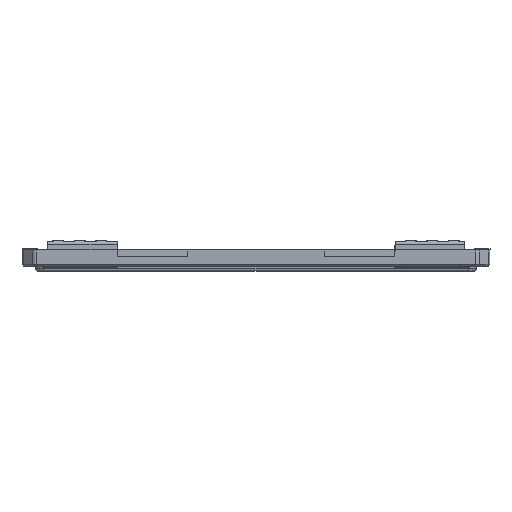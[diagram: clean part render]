
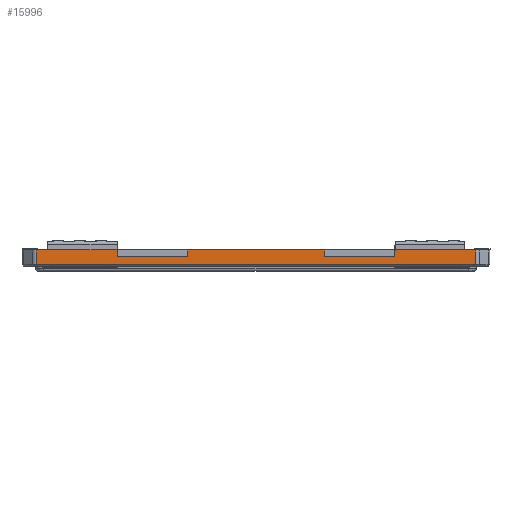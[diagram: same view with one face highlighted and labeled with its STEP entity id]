
A CAD part, left-side view. The second image highlights one B-rep face of the part: STEP entity #15996.
In plain terms, the highlighted planar face has unit normal (-1, 0, -0.018).
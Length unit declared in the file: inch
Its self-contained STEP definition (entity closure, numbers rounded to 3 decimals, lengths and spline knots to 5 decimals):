
#39 = CARTESIAN_POINT ( 'NONE',  ( -9.0825, -6.47843, 1. ) ) ;
#207 = CARTESIAN_POINT ( 'NONE',  ( -9.07046, -10.22397, 0.30999 ) ) ;
#394 = CARTESIAN_POINT ( 'NONE',  ( -9.0825, 9.7075, 1. ) ) ;
#491 = CARTESIAN_POINT ( 'NONE',  ( -9.07704, -3.20554, 0.687 ) ) ;
#524 = VERTEX_POINT ( 'NONE', #17740 ) ;
#600 = CARTESIAN_POINT ( 'NONE',  ( -9.0825, 6.4575, 1. ) ) ;
#622 = VECTOR ( 'NONE', #19290, 39.37008 ) ;
#769 = VECTOR ( 'NONE', #17842, 39.37008 ) ;
#848 = LINE ( 'NONE', #20094, #3399 ) ;
#906 = FACE_OUTER_BOUND ( 'NONE', #12920, .T. ) ;
#1519 = EDGE_CURVE ( 'NONE', #5791, #524, #4061, .T. ) ;
#2129 = VECTOR ( 'NONE', #23116, 39.37008 ) ;
#2476 = ORIENTED_EDGE ( 'NONE', *, *, #22578, .T. ) ;
#2815 = CARTESIAN_POINT ( 'NONE',  ( -9.07704, 10.3325, 0.687 ) ) ;
#3023 = VERTEX_POINT ( 'NONE', #23326 ) ;
#3129 = CARTESIAN_POINT ( 'NONE',  ( -9.0825, 10.3325, 1. ) ) ;
#3399 = VECTOR ( 'NONE', #18666, 39.37008 ) ;
#3463 = CARTESIAN_POINT ( 'NONE',  ( -9.0825, 3.20007, 1. ) ) ;
#3810 = DIRECTION ( 'NONE',  ( 0., 1., 0. ) ) ;
#4061 = LINE ( 'NONE', #13915, #20365 ) ;
#4124 = CARTESIAN_POINT ( 'NONE',  ( -9.0825, -10.22896, 1. ) ) ;
#4149 = EDGE_CURVE ( 'NONE', #20457, #21971, #15796, .T. ) ;
#4487 = CARTESIAN_POINT ( 'NONE',  ( -9.0825, 3.20007, 1. ) ) ;
#4669 = ORIENTED_EDGE ( 'NONE', *, *, #17024, .T. ) ;
#4851 = ORIENTED_EDGE ( 'NONE', *, *, #9077, .F. ) ;
#4937 = VECTOR ( 'NONE', #8131, 39.37008 ) ;
#4981 = CARTESIAN_POINT ( 'NONE',  ( -9.07704, 3.20554, 0.687 ) ) ;
#5016 = DIRECTION ( 'NONE',  ( 0.017, 0.007, -1. ) ) ;
#5130 = LINE ( 'NONE', #14487, #12948 ) ;
#5325 = DIRECTION ( 'NONE',  ( 0., 1., 0. ) ) ;
#5708 = AXIS2_PLACEMENT_3D ( 'NONE', #10290, #15774, #8288 ) ;
#5791 = VERTEX_POINT ( 'NONE', #394 ) ;
#5851 = VECTOR ( 'NONE', #23210, 39.37008 ) ;
#6274 = CARTESIAN_POINT ( 'NONE',  ( -9.0825, 10.22896, 1. ) ) ;
#6350 = EDGE_CURVE ( 'NONE', #21971, #16395, #848, .T. ) ;
#6513 = LINE ( 'NONE', #6274, #2129 ) ;
#6775 = VECTOR ( 'NONE', #8521, 39.37008 ) ;
#6951 = CARTESIAN_POINT ( 'NONE',  ( -9.0825, 10.3325, 1. ) ) ;
#7087 = ORIENTED_EDGE ( 'NONE', *, *, #14746, .T. ) ;
#7112 = EDGE_CURVE ( 'NONE', #17964, #21837, #19964, .T. ) ;
#7927 = ORIENTED_EDGE ( 'NONE', *, *, #4149, .T. ) ;
#8131 = DIRECTION ( 'NONE',  ( -0.017, 0.017, 1. ) ) ;
#8167 = DIRECTION ( 'NONE',  ( 0., 1., 0. ) ) ;
#8288 = DIRECTION ( 'NONE',  ( -0.017, 0., 1. ) ) ;
#8408 = CARTESIAN_POINT ( 'NONE',  ( -9.07704, -6.46313, 0.687 ) ) ;
#8521 = DIRECTION ( 'NONE',  ( 0., 1., 0. ) ) ;
#8901 = CARTESIAN_POINT ( 'NONE',  ( -9.0825, -6.47338, 1. ) ) ;
#9077 = EDGE_CURVE ( 'NONE', #22705, #12354, #9547, .T. ) ;
#9547 = LINE ( 'NONE', #16894, #24124 ) ;
#9771 = ORIENTED_EDGE ( 'NONE', *, *, #17040, .T. ) ;
#9887 = ORIENTED_EDGE ( 'NONE', *, *, #12646, .T. ) ;
#9984 = LINE ( 'NONE', #600, #5851 ) ;
#10290 = CARTESIAN_POINT ( 'NONE',  ( -9.0825, 10.3325, 1. ) ) ;
#11313 = EDGE_CURVE ( 'NONE', #11712, #20171, #9984, .T. ) ;
#11439 = VECTOR ( 'NONE', #16790, 39.37008 ) ;
#11712 = VERTEX_POINT ( 'NONE', #13678 ) ;
#11728 = EDGE_CURVE ( 'NONE', #20171, #5791, #15426, .T. ) ;
#11991 = CARTESIAN_POINT ( 'NONE',  ( -9.07704, -6.46313, 0.687 ) ) ;
#12344 = EDGE_CURVE ( 'NONE', #21837, #13217, #18796, .T. ) ;
#12354 = VERTEX_POINT ( 'NONE', #22556 ) ;
#12391 = LINE ( 'NONE', #14140, #6775 ) ;
#12402 = CARTESIAN_POINT ( 'NONE',  ( -9.0825, -6.47843, 1. ) ) ;
#12496 = CARTESIAN_POINT ( 'NONE',  ( -9.0825, -9.6975, 1. ) ) ;
#12646 = EDGE_CURVE ( 'NONE', #21814, #3023, #12688, .T. ) ;
#12655 = VECTOR ( 'NONE', #18171, 39.37008 ) ;
#12688 = LINE ( 'NONE', #2815, #12655 ) ;
#12920 = EDGE_LOOP ( 'NONE', ( #18916, #2476, #9887, #4669, #13475, #18454, #7087, #17098, #21706, #15477, #9771, #4851, #17746, #7927 ) ) ;
#12948 = VECTOR ( 'NONE', #5016, 39.37008 ) ;
#13217 = VERTEX_POINT ( 'NONE', #4981 ) ;
#13475 = ORIENTED_EDGE ( 'NONE', *, *, #7112, .T. ) ;
#13678 = CARTESIAN_POINT ( 'NONE',  ( -9.07704, 6.4575, 0.687 ) ) ;
#13915 = CARTESIAN_POINT ( 'NONE',  ( -9.0825, 10.3325, 1. ) ) ;
#14140 = CARTESIAN_POINT ( 'NONE',  ( -9.07704, 10.3325, 0.687 ) ) ;
#14487 = CARTESIAN_POINT ( 'NONE',  ( -9.0825, -10.22896, 1. ) ) ;
#14648 = CARTESIAN_POINT ( 'NONE',  ( -9.08035, -6.46735, 0.87661 ) ) ;
#14746 = EDGE_CURVE ( 'NONE', #13217, #11712, #12391, .T. ) ;
#15426 = LINE ( 'NONE', #21161, #622 ) ;
#15477 = ORIENTED_EDGE ( 'NONE', *, *, #1519, .T. ) ;
#15774 = DIRECTION ( 'NONE',  ( -1., 0., -0.017 ) ) ;
#15796 = LINE ( 'NONE', #6951, #24546 ) ;
#15983 = LINE ( 'NONE', #491, #4937 ) ;
#15996 = ADVANCED_FACE ( 'NONE', ( #906 ), #20018, .T. ) ;
#16395 = VERTEX_POINT ( 'NONE', #39 ) ;
#16790 = DIRECTION ( 'NONE',  ( 0.017, 0.017, -1. ) ) ;
#16894 = CARTESIAN_POINT ( 'NONE',  ( -9.07046, -0.00003, 0.30999 ) ) ;
#17024 = EDGE_CURVE ( 'NONE', #3023, #17964, #15983, .T. ) ;
#17040 = EDGE_CURVE ( 'NONE', #524, #12354, #6513, .T. ) ;
#17098 = ORIENTED_EDGE ( 'NONE', *, *, #11313, .T. ) ;
#17740 = CARTESIAN_POINT ( 'NONE',  ( -9.0825, 10.22896, 1. ) ) ;
#17746 = ORIENTED_EDGE ( 'NONE', *, *, #21948, .F. ) ;
#17842 = DIRECTION ( 'NONE',  ( 0., 1., 0. ) ) ;
#17964 = VERTEX_POINT ( 'NONE', #23313 ) ;
#18171 = DIRECTION ( 'NONE',  ( 0., 1., 0. ) ) ;
#18454 = ORIENTED_EDGE ( 'NONE', *, *, #12344, .T. ) ;
#18666 = DIRECTION ( 'NONE',  ( 0., 1., 0. ) ) ;
#18796 = LINE ( 'NONE', #3463, #11439 ) ;
#18916 = ORIENTED_EDGE ( 'NONE', *, *, #6350, .T. ) ;
#19002 =( BOUNDED_CURVE ( )  B_SPLINE_CURVE ( 3, ( #12402, #8901, #14648, #8408 ),
 .UNSPECIFIED., .F., .F. ) 
 B_SPLINE_CURVE_WITH_KNOTS ( ( 4, 4 ),
 ( 3.14205, 4.53131 ),
 .UNSPECIFIED. ) 
 CURVE ( )  GEOMETRIC_REPRESENTATION_ITEM ( )  RATIONAL_B_SPLINE_CURVE ( ( 1., 0.846, 0.846, 1. ) ) 
 REPRESENTATION_ITEM ( '' )  );
#19290 = DIRECTION ( 'NONE',  ( 0., 1., 0. ) ) ;
#19964 = LINE ( 'NONE', #3129, #769 ) ;
#20018 = PLANE ( 'NONE',  #5708 ) ;
#20094 = CARTESIAN_POINT ( 'NONE',  ( -9.0825, 10.3325, 1. ) ) ;
#20132 = CARTESIAN_POINT ( 'NONE',  ( -9.0825, 6.4575, 1. ) ) ;
#20171 = VERTEX_POINT ( 'NONE', #20132 ) ;
#20365 = VECTOR ( 'NONE', #8167, 39.37008 ) ;
#20457 = VERTEX_POINT ( 'NONE', #4124 ) ;
#21161 = CARTESIAN_POINT ( 'NONE',  ( -9.0825, 10.3325, 1. ) ) ;
#21706 = ORIENTED_EDGE ( 'NONE', *, *, #11728, .T. ) ;
#21814 = VERTEX_POINT ( 'NONE', #11991 ) ;
#21837 = VERTEX_POINT ( 'NONE', #4487 ) ;
#21948 = EDGE_CURVE ( 'NONE', #20457, #22705, #5130, .T. ) ;
#21971 = VERTEX_POINT ( 'NONE', #12496 ) ;
#22556 = CARTESIAN_POINT ( 'NONE',  ( -9.07046, 10.22397, 0.30999 ) ) ;
#22578 = EDGE_CURVE ( 'NONE', #16395, #21814, #19002, .T. ) ;
#22705 = VERTEX_POINT ( 'NONE', #207 ) ;
#23116 = DIRECTION ( 'NONE',  ( 0.017, -0.007, -1. ) ) ;
#23210 = DIRECTION ( 'NONE',  ( -0.017, 0., 1. ) ) ;
#23313 = CARTESIAN_POINT ( 'NONE',  ( -9.0825, -3.20007, 1. ) ) ;
#23326 = CARTESIAN_POINT ( 'NONE',  ( -9.07704, -3.20554, 0.687 ) ) ;
#24124 = VECTOR ( 'NONE', #3810, 39.37008 ) ;
#24546 = VECTOR ( 'NONE', #5325, 39.37008 ) ;
